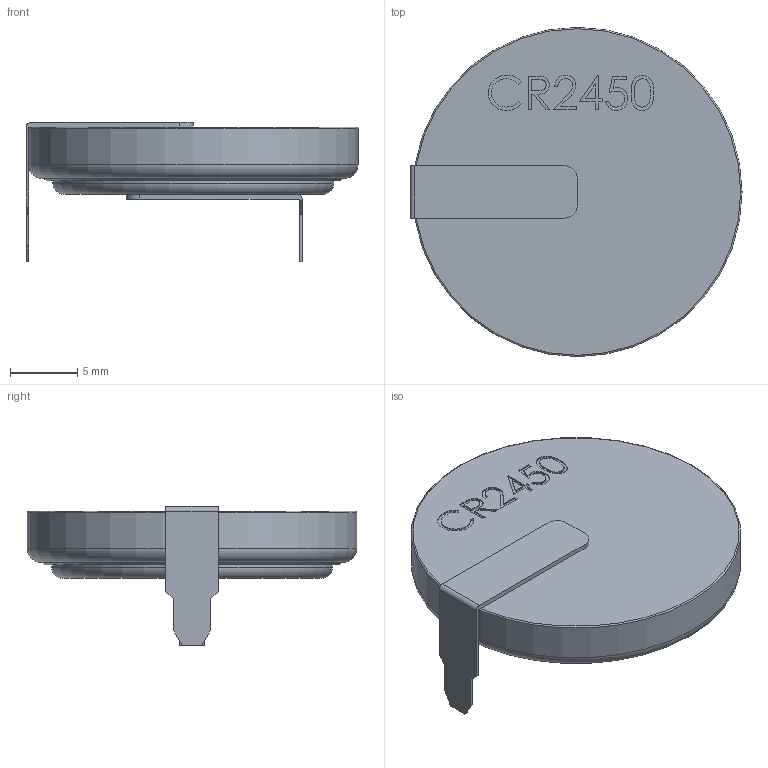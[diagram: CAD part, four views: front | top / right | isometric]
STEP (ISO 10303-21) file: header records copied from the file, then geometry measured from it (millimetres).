
FILE_DESCRIPTION (( 'STEP AP214' ), '1' );
FILE_NAME ('CR2450X-HO5.STEP', '2022-12-15T10:58:07', ( 'Zhukovsky' ), ( '' ), 'SwSTEP 2.0', 'SolidWorks 2017', '' );
FILE_SCHEMA (( 'AUTOMOTIVE_DESIGN' ));
Length unit declared in the file: millimetre
Products named in the file (1): CR2450X-HO5
Bounding box: 24.7 x 24.5 x 10.35 mm (x, y, z)
Volume: 2229.1 mm3; surface area: 1566.1 mm2
Topology: 3 solids, 3 shells, 134 faces, 343 edges, 226 vertices
Faces by surface type: plane 77, bspline 37, cylinder 12, torus 6, cone 2
Entity records: 6482 total; most frequent: CARTESIAN_POINT 3357, ORIENTED_EDGE 686, DIRECTION 505, EDGE_CURVE 343, VECTOR 229, LINE 229, VERTEX_POINT 226, EDGE_LOOP 145
